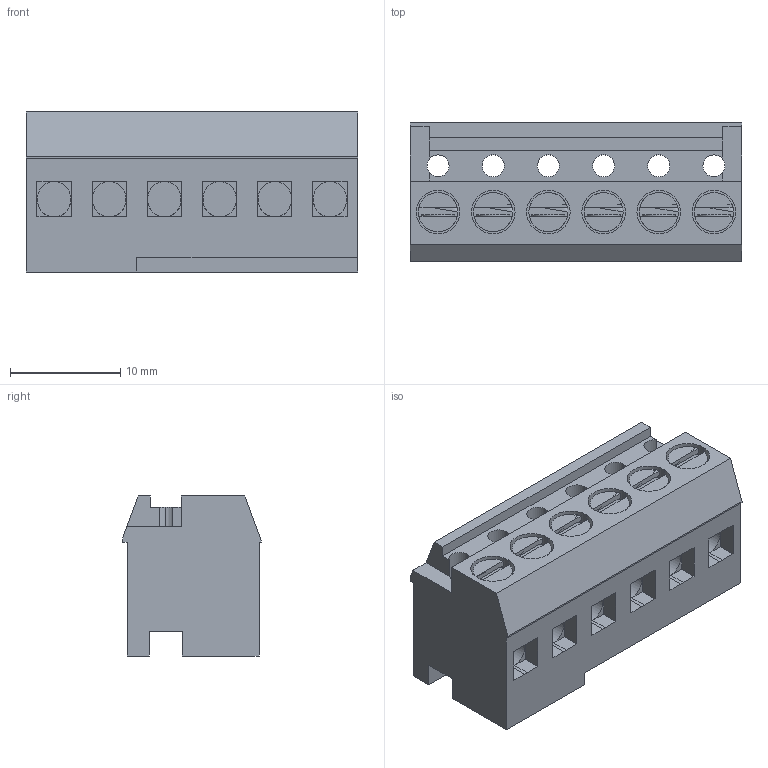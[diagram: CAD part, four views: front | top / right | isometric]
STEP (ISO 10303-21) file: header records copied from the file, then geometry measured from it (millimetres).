
FILE_DESCRIPTION(('FreeCAD Model'),'2;1');
FILE_NAME('Open CASCADE Shape Model','2021-07-17T16:53:14',( 'kicad StepUp'),('ksu MCAD'),'Open CASCADE STEP processor 7.5', 'FreeCAD','Unknown');
FILE_SCHEMA(('AUTOMOTIVE_DESIGN { 1 0 10303 214 1 1 1 1 }'));
Length unit declared in the file: millimetre
Products named in the file (1): RP02506IBLC
Bounding box: 30 x 12.55 x 14.5 mm (x, y, z)
Surface area: 2960.8 mm2 (no closed solid volume)
Topology: 0 solids, 1 shells, 167 faces, 465 edges, 304 vertices
Faces by surface type: plane 119, cylinder 48
Entity records: 11172 total; most frequent: CARTESIAN_POINT 1963, DIRECTION 1787, LINE 1069, VECTOR 1069, ORIENTED_EDGE 894, PCURVE 894, DEFINITIONAL_REPRESENTATION 894, EDGE_CURVE 447
